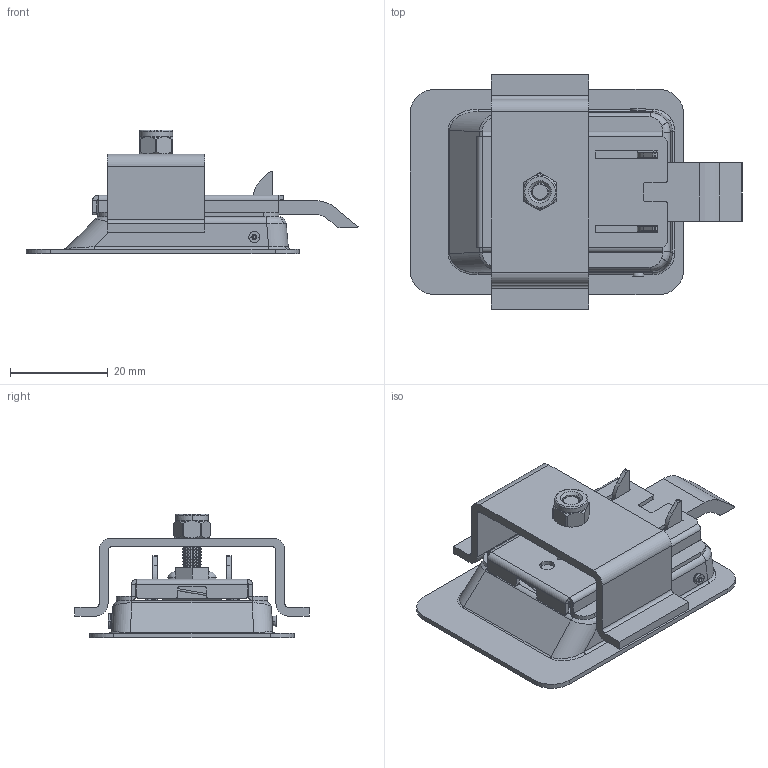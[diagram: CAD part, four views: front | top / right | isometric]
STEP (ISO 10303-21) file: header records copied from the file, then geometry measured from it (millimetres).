
FILE_DESCRIPTION (( 'STEP AP214' ), '1' );
FILE_NAME ('03354-Paddle Latch SS 56x42mm Non-locking.STEP', '2025-09-02T23:49:25', ( '' ), ( '' ), 'SwSTEP 2.0', 'SolidWorks 2025', '' );
FILE_SCHEMA (( 'AUTOMOTIVE_DESIGN' ));
Length unit declared in the file: inch
Products named in the file (1): 03354-Paddle Latch SS 56x42mm Non-locking
Bounding box: 67.98 x 48 x 25.36 mm (x, y, z)
Volume: 10020.2 mm3; surface area: 17880.2 mm2
Topology: 9 solids, 9 shells, 556 faces, 1400 edges, 850 vertices
Faces by surface type: plane 205, cylinder 199, cone 80, bspline 52, torus 20
Entity records: 26965 total; most frequent: CARTESIAN_POINT 13801, ORIENTED_EDGE 2776, DIRECTION 2733, EDGE_CURVE 1388, AXIS2_PLACEMENT_3D 1003, VERTEX_POINT 850, LINE 727, VECTOR 727
